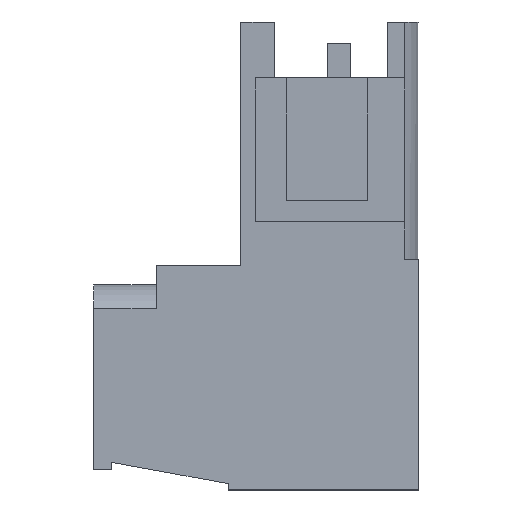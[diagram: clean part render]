
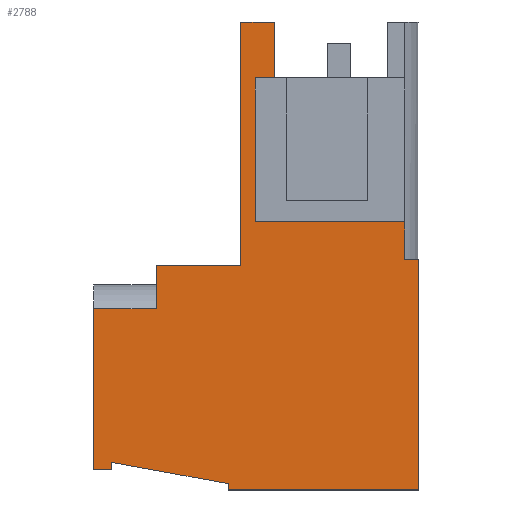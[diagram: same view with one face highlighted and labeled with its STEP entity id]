
A CAD part, left-side view. The second image highlights one B-rep face of the part: STEP entity #2788.
In plain terms, the highlighted planar face has unit normal (-1, 0, 0).
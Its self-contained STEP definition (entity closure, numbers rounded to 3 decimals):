
#1226=AXIS2_PLACEMENT_3D('Plane Axis2P3D',#1223,#1224,#1225) ;
#1208=CARTESIAN_POINT('Vertex',(0.98,6.785,19.415)) ;
#1223=CARTESIAN_POINT('Axis2P3D Location',(0.98,3.66,22.05)) ;
#1328=CARTESIAN_POINT('Vertex',(0.98,0.65,12.635)) ;
#1331=CARTESIAN_POINT('Line Origine',(0.98,0.65,11.743)) ;
#1335=CARTESIAN_POINT('Vertex',(0.98,0.65,10.85)) ;
#1393=CARTESIAN_POINT('Vertex',(0.98,6.785,22.05)) ;
#1396=CARTESIAN_POINT('Line Origine',(0.98,6.785,20.732)) ;
#1923=CARTESIAN_POINT('Line Origine',(0.98,7.23,19.415)) ;
#1927=CARTESIAN_POINT('Vertex',(0.98,7.675,19.415)) ;
#2567=CARTESIAN_POINT('Line Origine',(0.98,0.325,10.85)) ;
#2571=CARTESIAN_POINT('Vertex',(0.98,0.,10.85)) ;
#2666=CARTESIAN_POINT('Vertex',(0.98,7.675,12.635)) ;
#2669=CARTESIAN_POINT('Line Origine',(0.98,4.163,12.635)) ;
#2681=CARTESIAN_POINT('Line Origine',(0.98,7.675,16.025)) ;
#2686=CARTESIAN_POINT('Line Origine',(0.98,7.575,22.05)) ;
#2690=CARTESIAN_POINT('Vertex',(0.98,8.365,22.05)) ;
#2693=CARTESIAN_POINT('Line Origine',(0.98,8.365,16.318)) ;
#2697=CARTESIAN_POINT('Vertex',(0.98,8.365,10.586)) ;
#2700=CARTESIAN_POINT('Line Origine',(0.98,10.358,10.586)) ;
#2704=CARTESIAN_POINT('Vertex',(0.98,12.35,10.586)) ;
#2707=CARTESIAN_POINT('Line Origine',(0.98,12.35,9.568)) ;
#2711=CARTESIAN_POINT('Vertex',(0.98,12.35,8.55)) ;
#2714=CARTESIAN_POINT('Line Origine',(0.98,13.825,8.55)) ;
#2718=CARTESIAN_POINT('Vertex',(0.98,15.3,8.55)) ;
#2721=CARTESIAN_POINT('Line Origine',(0.98,15.3,4.75)) ;
#2725=CARTESIAN_POINT('Vertex',(0.98,15.3,0.95)) ;
#2728=CARTESIAN_POINT('Line Origine',(0.98,14.875,0.95)) ;
#2732=CARTESIAN_POINT('Vertex',(0.98,14.45,0.95)) ;
#2735=CARTESIAN_POINT('Line Origine',(0.98,14.45,1.127)) ;
#2739=CARTESIAN_POINT('Vertex',(0.98,14.45,1.303)) ;
#2742=CARTESIAN_POINT('Line Origine',(0.98,11.705,0.801)) ;
#2746=CARTESIAN_POINT('Vertex',(0.98,8.961,0.299)) ;
#2749=CARTESIAN_POINT('Line Origine',(0.98,8.961,0.149)) ;
#2753=CARTESIAN_POINT('Vertex',(0.98,8.961,0.)) ;
#2756=CARTESIAN_POINT('Line Origine',(0.98,4.48,0.)) ;
#2760=CARTESIAN_POINT('Vertex',(0.98,0.,0.)) ;
#2763=CARTESIAN_POINT('Line Origine',(0.98,0.,5.425)) ;
#1224=DIRECTION('Axis2P3D Direction',(1.,0.,0.)) ;
#1225=DIRECTION('Axis2P3D XDirection',(0.,1.,0.)) ;
#1332=DIRECTION('Vector Direction',(0.,0.,-1.)) ;
#1397=DIRECTION('Vector Direction',(0.,0.,1.)) ;
#1924=DIRECTION('Vector Direction',(0.,-1.,0.)) ;
#2568=DIRECTION('Vector Direction',(0.,-1.,0.)) ;
#2670=DIRECTION('Vector Direction',(0.,-1.,0.)) ;
#2682=DIRECTION('Vector Direction',(0.,0.,-1.)) ;
#2687=DIRECTION('Vector Direction',(0.,-1.,0.)) ;
#2694=DIRECTION('Vector Direction',(0.,0.,-1.)) ;
#2701=DIRECTION('Vector Direction',(0.,-1.,0.)) ;
#2708=DIRECTION('Vector Direction',(0.,0.,1.)) ;
#2715=DIRECTION('Vector Direction',(0.,-1.,0.)) ;
#2722=DIRECTION('Vector Direction',(0.,0.,1.)) ;
#2729=DIRECTION('Vector Direction',(0.,1.,0.)) ;
#2736=DIRECTION('Vector Direction',(0.,0.,-1.)) ;
#2743=DIRECTION('Vector Direction',(0.,-0.984,-0.18)) ;
#2750=DIRECTION('Vector Direction',(0.,0.,-1.)) ;
#2757=DIRECTION('Vector Direction',(0.,-1.,0.)) ;
#2764=DIRECTION('Vector Direction',(0.,0.,-1.)) ;
#1333=VECTOR('Line Direction',#1332,1.) ;
#1398=VECTOR('Line Direction',#1397,1.) ;
#1925=VECTOR('Line Direction',#1924,1.) ;
#2569=VECTOR('Line Direction',#2568,1.) ;
#2671=VECTOR('Line Direction',#2670,1.) ;
#2683=VECTOR('Line Direction',#2682,1.) ;
#2688=VECTOR('Line Direction',#2687,1.) ;
#2695=VECTOR('Line Direction',#2694,1.) ;
#2702=VECTOR('Line Direction',#2701,1.) ;
#2709=VECTOR('Line Direction',#2708,1.) ;
#2716=VECTOR('Line Direction',#2715,1.) ;
#2723=VECTOR('Line Direction',#2722,1.) ;
#2730=VECTOR('Line Direction',#2729,1.) ;
#2737=VECTOR('Line Direction',#2736,1.) ;
#2744=VECTOR('Line Direction',#2743,1.) ;
#2751=VECTOR('Line Direction',#2750,1.) ;
#2758=VECTOR('Line Direction',#2757,1.) ;
#2765=VECTOR('Line Direction',#2764,1.) ;
#2769=ORIENTED_EDGE('',*,*,#2673,.F.) ;
#2770=ORIENTED_EDGE('',*,*,#2685,.T.) ;
#2771=ORIENTED_EDGE('',*,*,#1929,.T.) ;
#2772=ORIENTED_EDGE('',*,*,#1400,.T.) ;
#2773=ORIENTED_EDGE('',*,*,#2692,.F.) ;
#2774=ORIENTED_EDGE('',*,*,#2699,.T.) ;
#2775=ORIENTED_EDGE('',*,*,#2706,.F.) ;
#2776=ORIENTED_EDGE('',*,*,#2713,.F.) ;
#2777=ORIENTED_EDGE('',*,*,#2720,.F.) ;
#2778=ORIENTED_EDGE('',*,*,#2727,.F.) ;
#2779=ORIENTED_EDGE('',*,*,#2734,.F.) ;
#2780=ORIENTED_EDGE('',*,*,#2741,.F.) ;
#2781=ORIENTED_EDGE('',*,*,#2748,.T.) ;
#2782=ORIENTED_EDGE('',*,*,#2755,.T.) ;
#2783=ORIENTED_EDGE('',*,*,#2762,.T.) ;
#2784=ORIENTED_EDGE('',*,*,#2767,.F.) ;
#2785=ORIENTED_EDGE('',*,*,#2573,.F.) ;
#2786=ORIENTED_EDGE('',*,*,#1337,.F.) ;
#2788=ADVANCED_FACE('HOUSING',(#2787),#1227,.F.) ;
#1337=EDGE_CURVE('',#1329,#1336,#1334,.T.) ;
#1400=EDGE_CURVE('',#1209,#1394,#1399,.T.) ;
#1929=EDGE_CURVE('',#1928,#1209,#1926,.T.) ;
#2573=EDGE_CURVE('',#1336,#2572,#2570,.T.) ;
#2673=EDGE_CURVE('',#2667,#1329,#2672,.T.) ;
#2685=EDGE_CURVE('',#2667,#1928,#2684,.F.) ;
#2692=EDGE_CURVE('',#2691,#1394,#2689,.T.) ;
#2699=EDGE_CURVE('',#2691,#2698,#2696,.T.) ;
#2706=EDGE_CURVE('',#2705,#2698,#2703,.T.) ;
#2713=EDGE_CURVE('',#2712,#2705,#2710,.T.) ;
#2720=EDGE_CURVE('',#2719,#2712,#2717,.T.) ;
#2727=EDGE_CURVE('',#2726,#2719,#2724,.T.) ;
#2734=EDGE_CURVE('',#2733,#2726,#2731,.T.) ;
#2741=EDGE_CURVE('',#2740,#2733,#2738,.T.) ;
#2748=EDGE_CURVE('',#2740,#2747,#2745,.T.) ;
#2755=EDGE_CURVE('',#2747,#2754,#2752,.T.) ;
#2762=EDGE_CURVE('',#2754,#2761,#2759,.T.) ;
#2767=EDGE_CURVE('',#2572,#2761,#2766,.T.) ;
#2768=EDGE_LOOP('',(#2769,#2770,#2771,#2772,#2773,#2774,#2775,#2776,#2777,#2778,#2779,#2780,#2781,#2782,#2783,#2784,#2785,#2786)) ;
#2787=FACE_OUTER_BOUND('',#2768,.T.) ;
#1334=LINE('Line',#1331,#1333) ;
#1399=LINE('Line',#1396,#1398) ;
#1926=LINE('Line',#1923,#1925) ;
#2570=LINE('Line',#2567,#2569) ;
#2672=LINE('Line',#2669,#2671) ;
#2684=LINE('Line',#2681,#2683) ;
#2689=LINE('Line',#2686,#2688) ;
#2696=LINE('Line',#2693,#2695) ;
#2703=LINE('Line',#2700,#2702) ;
#2710=LINE('Line',#2707,#2709) ;
#2717=LINE('Line',#2714,#2716) ;
#2724=LINE('Line',#2721,#2723) ;
#2731=LINE('Line',#2728,#2730) ;
#2738=LINE('Line',#2735,#2737) ;
#2745=LINE('Line',#2742,#2744) ;
#2752=LINE('Line',#2749,#2751) ;
#2759=LINE('Line',#2756,#2758) ;
#2766=LINE('Line',#2763,#2765) ;
#1227=PLANE('',#1226) ;
#1209=VERTEX_POINT('',#1208) ;
#1329=VERTEX_POINT('',#1328) ;
#1336=VERTEX_POINT('',#1335) ;
#1394=VERTEX_POINT('',#1393) ;
#1928=VERTEX_POINT('',#1927) ;
#2572=VERTEX_POINT('',#2571) ;
#2667=VERTEX_POINT('',#2666) ;
#2691=VERTEX_POINT('',#2690) ;
#2698=VERTEX_POINT('',#2697) ;
#2705=VERTEX_POINT('',#2704) ;
#2712=VERTEX_POINT('',#2711) ;
#2719=VERTEX_POINT('',#2718) ;
#2726=VERTEX_POINT('',#2725) ;
#2733=VERTEX_POINT('',#2732) ;
#2740=VERTEX_POINT('',#2739) ;
#2747=VERTEX_POINT('',#2746) ;
#2754=VERTEX_POINT('',#2753) ;
#2761=VERTEX_POINT('',#2760) ;
